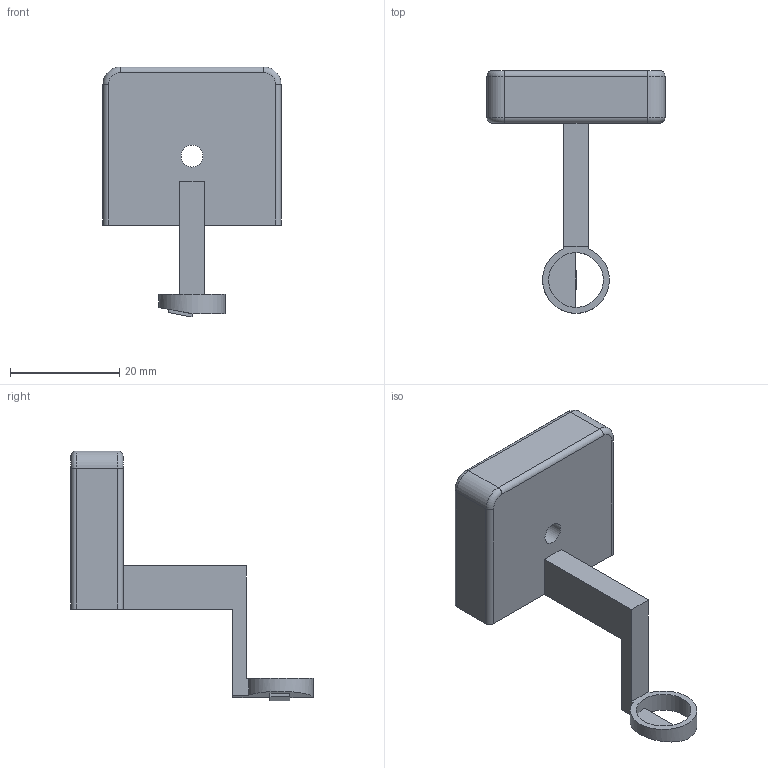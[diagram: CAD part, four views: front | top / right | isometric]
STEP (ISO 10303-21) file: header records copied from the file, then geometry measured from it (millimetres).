
FILE_DESCRIPTION(/* description */ (''),/* implementation_level */ '2;1');
FILE_NAME(/* name */ 'Cxn Base Renewed Design #11.step',/* time_stamp */ '2024-06-17T20:53:27-04:00',/* author */ (''),/* organization */ (''),/* preprocessor_version */ 'ST-DEVELOPER v20',/* originating_system */ 'Autodesk Translation Framework v12.20.1.177',/* authorisation */ '');
FILE_SCHEMA (('AUTOMOTIVE_DESIGN { 1 0 10303 214 3 1 1 }'));
Length unit declared in the file: millimetre
Products named in the file (2): #1313; PartCantilever v1
Assembly tree (1 placements, depth 2):
  #1313
    PartCantilever v1
Bounding box: 32.54 x 44.29 x 45.67 mm (x, y, z)
Volume: 5669.2 mm3; surface area: 4522.6 mm2
Topology: 3 solids, 3 shells, 43 faces, 104 edges, 66 vertices
Faces by surface type: plane 28, cylinder 11, torus 4
Full cylindrical faces by diameter (mm): 4.014 x1, 10 x1
Entity records: 1326 total; most frequent: DIRECTION 225, CARTESIAN_POINT 216, ORIENTED_EDGE 208, EDGE_CURVE 104, LINE 75, VECTOR 75, AXIS2_PLACEMENT_3D 75, VERTEX_POINT 66
